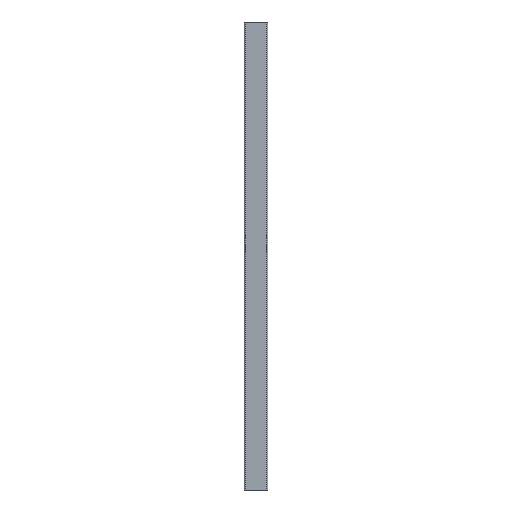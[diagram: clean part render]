
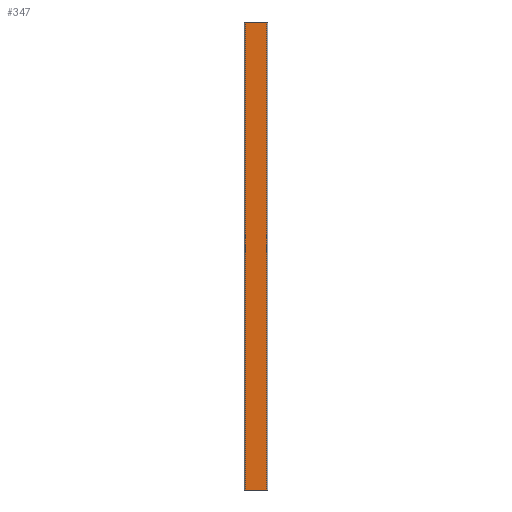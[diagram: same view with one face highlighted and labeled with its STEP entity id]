
A CAD part, front view. The second image highlights one B-rep face of the part: STEP entity #347.
In plain terms, the highlighted planar face has unit normal (0, -1, 0).
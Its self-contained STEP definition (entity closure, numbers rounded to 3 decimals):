
#6 = AXIS2_PLACEMENT_3D ( 'NONE', #496, #485, #480 ) ;
#36 = ORIENTED_EDGE ( 'NONE', *, *, #314, .T. ) ;
#53 = VERTEX_POINT ( 'NONE', #98 ) ;
#56 = EDGE_CURVE ( 'NONE', #388, #101, #565, .T. ) ;
#98 = CARTESIAN_POINT ( 'NONE',  ( -46.5, 0., 2000. ) ) ;
#101 = VERTEX_POINT ( 'NONE', #382 ) ;
#127 = EDGE_LOOP ( 'NONE', ( #435, #220, #36, #398 ) ) ;
#141 = CARTESIAN_POINT ( 'NONE',  ( -50., 0., 0. ) ) ;
#143 = DIRECTION ( 'NONE',  ( -1., 0., 0. ) ) ;
#206 = CARTESIAN_POINT ( 'NONE',  ( -46.5, 0., 0. ) ) ;
#216 = DIRECTION ( 'NONE',  ( 0., 0., -1. ) ) ;
#220 = ORIENTED_EDGE ( 'NONE', *, *, #56, .F. ) ;
#253 = FACE_OUTER_BOUND ( 'NONE', #127, .T. ) ;
#268 = CARTESIAN_POINT ( 'NONE',  ( -46.5, 0., 2000. ) ) ;
#314 = EDGE_CURVE ( 'NONE', #388, #53, #317, .T. ) ;
#317 = LINE ( 'NONE', #436, #381 ) ;
#347 = ADVANCED_FACE ( 'NONE', ( #253 ), #512, .T. ) ;
#364 = LINE ( 'NONE', #268, #370 ) ;
#370 = VECTOR ( 'NONE', #216, 1000. ) ;
#377 = CARTESIAN_POINT ( 'NONE',  ( 46.5, 0., 2000. ) ) ;
#381 = VECTOR ( 'NONE', #440, 1000. ) ;
#382 = CARTESIAN_POINT ( 'NONE',  ( 46.5, 0., 0. ) ) ;
#388 = VERTEX_POINT ( 'NONE', #468 ) ;
#398 = ORIENTED_EDGE ( 'NONE', *, *, #442, .T. ) ;
#408 = LINE ( 'NONE', #141, #414 ) ;
#414 = VECTOR ( 'NONE', #143, 1000. ) ;
#435 = ORIENTED_EDGE ( 'NONE', *, *, #525, .F. ) ;
#436 = CARTESIAN_POINT ( 'NONE',  ( -50., 0., 2000. ) ) ;
#440 = DIRECTION ( 'NONE',  ( -1., 0., 0. ) ) ;
#442 = EDGE_CURVE ( 'NONE', #53, #464, #364, .T. ) ;
#444 = DIRECTION ( 'NONE',  ( 0., 0., -1. ) ) ;
#464 = VERTEX_POINT ( 'NONE', #206 ) ;
#468 = CARTESIAN_POINT ( 'NONE',  ( 46.5, 0., 2000. ) ) ;
#480 = DIRECTION ( 'NONE',  ( 0., 0., -1. ) ) ;
#485 = DIRECTION ( 'NONE',  ( 0., -1., 0. ) ) ;
#496 = CARTESIAN_POINT ( 'NONE',  ( -50., 0., 2000. ) ) ;
#512 = PLANE ( 'NONE',  #6 ) ;
#525 = EDGE_CURVE ( 'NONE', #101, #464, #408, .T. ) ;
#542 = VECTOR ( 'NONE', #444, 1000. ) ;
#565 = LINE ( 'NONE', #377, #542 ) ;
